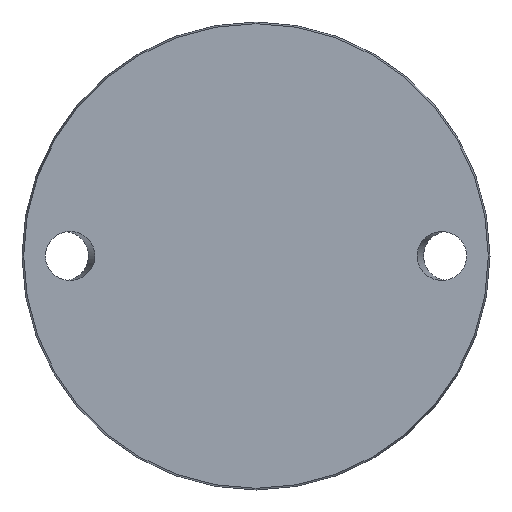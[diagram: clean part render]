
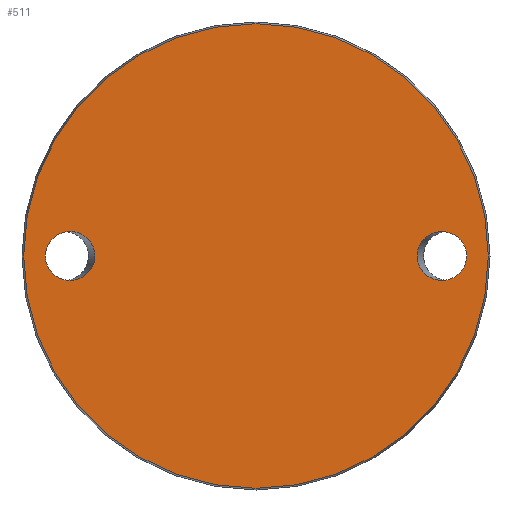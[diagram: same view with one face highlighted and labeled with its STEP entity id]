
A CAD part, front view. The second image highlights one B-rep face of the part: STEP entity #511.
In plain terms, the highlighted planar face has unit normal (0, -1, 0).
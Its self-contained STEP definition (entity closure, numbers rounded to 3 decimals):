
#12 = ORIENTED_EDGE ( 'NONE', *, *, #990, .T. ) ;
#117 = EDGE_CURVE ( 'NONE', #287, #287, #752, .T. ) ;
#125 = DIRECTION ( 'NONE',  ( 0., -1., 0. ) ) ;
#126 = CARTESIAN_POINT ( 'NONE',  ( 71.115, 0., 0. ) ) ;
#131 = DIRECTION ( 'NONE',  ( 0., 0., -1. ) ) ;
#146 = EDGE_LOOP ( 'NONE', ( #656 ) ) ;
#151 = EDGE_LOOP ( 'NONE', ( #12 ) ) ;
#238 = DIRECTION ( 'NONE',  ( 0., 0., 1. ) ) ;
#243 = DIRECTION ( 'NONE',  ( 0., 1., 0. ) ) ;
#273 = EDGE_LOOP ( 'NONE', ( #516 ) ) ;
#287 = VERTEX_POINT ( 'NONE', #442 ) ;
#300 = CARTESIAN_POINT ( 'NONE',  ( 71.115, 0., 16.5 ) ) ;
#327 = CARTESIAN_POINT ( 'NONE',  ( -78.425, 0., 0. ) ) ;
#349 = AXIS2_PLACEMENT_3D ( 'NONE', #327, #243, #238 ) ;
#352 = CARTESIAN_POINT ( 'NONE',  ( -54.385, 0., 16.5 ) ) ;
#357 = VERTEX_POINT ( 'NONE', #658 ) ;
#361 = CARTESIAN_POINT ( 'NONE',  ( -71.115, 0., 0. ) ) ;
#364 = CARTESIAN_POINT ( 'NONE',  ( 54.385, 0., 0. ) ) ;
#371 = CARTESIAN_POINT ( 'NONE',  ( 54.385, 0., 0. ) ) ;
#383 = CARTESIAN_POINT ( 'NONE',  ( 54.385, 0., 0. ) ) ;
#424 =( BOUNDED_CURVE ( )  B_SPLINE_CURVE ( 3, ( #383, #986, #453, #126, #300, #609, #364 ),
 .UNSPECIFIED., .T., .F. ) 
 B_SPLINE_CURVE_WITH_KNOTS ( ( 4, 3, 4 ),
 ( 0., 3.142, 6.283 ),
 .UNSPECIFIED. ) 
 CURVE ( )  GEOMETRIC_REPRESENTATION_ITEM ( )  RATIONAL_B_SPLINE_CURVE ( ( 1., 0.333, 0.333, 1., 0.333, 0.333, 1. ) ) 
 REPRESENTATION_ITEM ( '' )  );
#425 = CARTESIAN_POINT ( 'NONE',  ( -54.385, 0., -16.5 ) ) ;
#442 = CARTESIAN_POINT ( 'NONE',  ( -71.115, 0., 0. ) ) ;
#453 = CARTESIAN_POINT ( 'NONE',  ( 71.115, 0., -16.5 ) ) ;
#496 = AXIS2_PLACEMENT_3D ( 'NONE', #602, #125, #131 ) ;
#501 = CARTESIAN_POINT ( 'NONE',  ( -54.385, 0., 0. ) ) ;
#511 = ADVANCED_FACE ( 'NONE', ( #844, #780, #932 ), #928, .F. ) ;
#516 = ORIENTED_EDGE ( 'NONE', *, *, #117, .T. ) ;
#602 = CARTESIAN_POINT ( 'NONE',  ( 0., 0., 0. ) ) ;
#609 = CARTESIAN_POINT ( 'NONE',  ( 54.385, 0., 16.5 ) ) ;
#618 = CIRCLE ( 'NONE', #496, 78.425 ) ;
#656 = ORIENTED_EDGE ( 'NONE', *, *, #852, .F. ) ;
#658 = CARTESIAN_POINT ( 'NONE',  ( 0., 0., -78.425 ) ) ;
#733 = CARTESIAN_POINT ( 'NONE',  ( -71.115, 0., 16.5 ) ) ;
#746 = VERTEX_POINT ( 'NONE', #371 ) ;
#752 =( BOUNDED_CURVE ( )  B_SPLINE_CURVE ( 3, ( #894, #733, #352, #501, #425, #810, #361 ),
 .UNSPECIFIED., .T., .T. ) 
 B_SPLINE_CURVE_WITH_KNOTS ( ( 4, 3, 4 ),
 ( 0., 3.142, 6.283 ),
 .UNSPECIFIED. ) 
 CURVE ( )  GEOMETRIC_REPRESENTATION_ITEM ( )  RATIONAL_B_SPLINE_CURVE ( ( 1., 0.333, 0.333, 1., 0.333, 0.333, 1. ) ) 
 REPRESENTATION_ITEM ( '' )  );
#780 = FACE_BOUND ( 'NONE', #146, .T. ) ;
#810 = CARTESIAN_POINT ( 'NONE',  ( -71.115, 0., -16.5 ) ) ;
#844 = FACE_BOUND ( 'NONE', #273, .T. ) ;
#852 = EDGE_CURVE ( 'NONE', #746, #746, #424, .T. ) ;
#894 = CARTESIAN_POINT ( 'NONE',  ( -71.115, 0., 0. ) ) ;
#928 = PLANE ( 'NONE',  #349 ) ;
#932 = FACE_OUTER_BOUND ( 'NONE', #151, .T. ) ;
#986 = CARTESIAN_POINT ( 'NONE',  ( 54.385, 0., -16.5 ) ) ;
#990 = EDGE_CURVE ( 'NONE', #357, #357, #618, .T. ) ;
